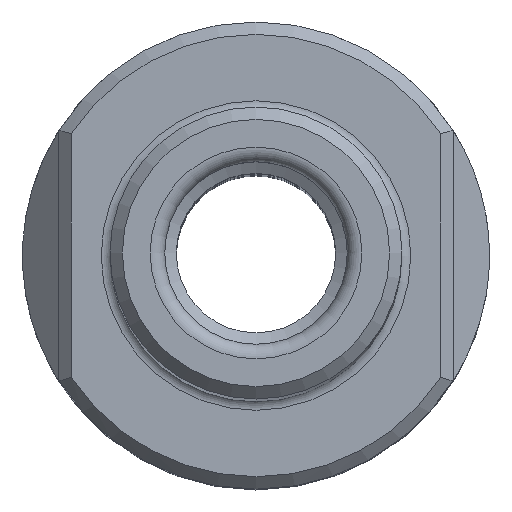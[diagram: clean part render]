
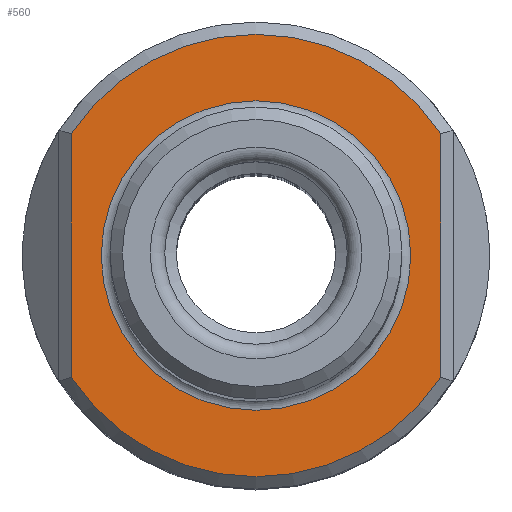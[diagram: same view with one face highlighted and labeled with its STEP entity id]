
A CAD part, top view. The second image highlights one B-rep face of the part: STEP entity #560.
In plain terms, the highlighted planar face has unit normal (0, 0, 1).
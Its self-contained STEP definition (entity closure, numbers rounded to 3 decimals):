
#35=PLANE('',#602);
#50=LINE('',#802,#60);
#51=LINE('',#806,#61);
#60=VECTOR('',#680,1000.);
#61=VECTOR('',#683,1000.);
#79=ORIENTED_EDGE('',*,*,#158,.F.);
#80=ORIENTED_EDGE('',*,*,#159,.T.);
#81=ORIENTED_EDGE('',*,*,#160,.T.);
#82=ORIENTED_EDGE('',*,*,#161,.T.);
#83=ORIENTED_EDGE('',*,*,#162,.T.);
#158=EDGE_CURVE('',#198,#198,#224,.T.);
#159=EDGE_CURVE('',#199,#200,#225,.F.);
#160=EDGE_CURVE('',#200,#201,#50,.T.);
#161=EDGE_CURVE('',#201,#202,#226,.F.);
#162=EDGE_CURVE('',#202,#199,#51,.T.);
#198=VERTEX_POINT('',#798);
#199=VERTEX_POINT('',#800);
#200=VERTEX_POINT('',#801);
#201=VERTEX_POINT('',#803);
#202=VERTEX_POINT('',#805);
#224=CIRCLE('',#603,10.6);
#225=CIRCLE('',#604,15.15);
#226=CIRCLE('',#605,15.15);
#248=EDGE_LOOP('',(#79));
#249=EDGE_LOOP('',(#80,#81,#82,#83));
#298=FACE_BOUND('',#248,.T.);
#299=FACE_BOUND('',#249,.T.);
#560=ADVANCED_FACE('',(#298,#299),#35,.F.);
#602=AXIS2_PLACEMENT_3D('',#796,#674,#675);
#603=AXIS2_PLACEMENT_3D('',#797,#676,#677);
#604=AXIS2_PLACEMENT_3D('',#799,#678,#679);
#605=AXIS2_PLACEMENT_3D('',#804,#681,#682);
#674=DIRECTION('',(0.,0.,-1.));
#675=DIRECTION('',(-1.,0.,0.));
#676=DIRECTION('',(0.,0.,1.));
#677=DIRECTION('',(1.,0.,0.));
#678=DIRECTION('',(0.,0.,-1.));
#679=DIRECTION('',(-1.,0.,0.));
#680=DIRECTION('',(0.,-1.,0.));
#681=DIRECTION('',(0.,0.,-1.));
#682=DIRECTION('',(-1.,0.,0.));
#683=DIRECTION('',(0.,1.,0.));
#796=CARTESIAN_POINT('',(16.,0.,47.));
#797=CARTESIAN_POINT('',(0.,0.,47.));
#798=CARTESIAN_POINT('',(10.6,0.,47.));
#799=CARTESIAN_POINT('',(0.,0.,47.));
#800=CARTESIAN_POINT('',(12.65,8.337,47.));
#801=CARTESIAN_POINT('',(-12.65,8.337,47.));
#802=CARTESIAN_POINT('',(-12.65,-6.875,47.));
#803=CARTESIAN_POINT('',(-12.65,-8.337,47.));
#804=CARTESIAN_POINT('',(0.,0.,47.));
#805=CARTESIAN_POINT('',(12.65,-8.337,47.));
#806=CARTESIAN_POINT('',(12.65,6.875,47.));
